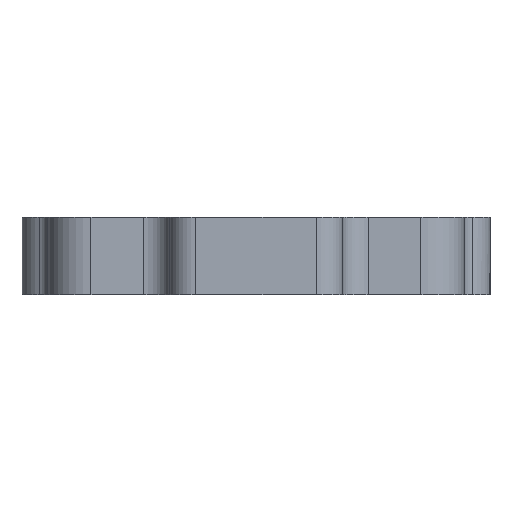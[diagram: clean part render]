
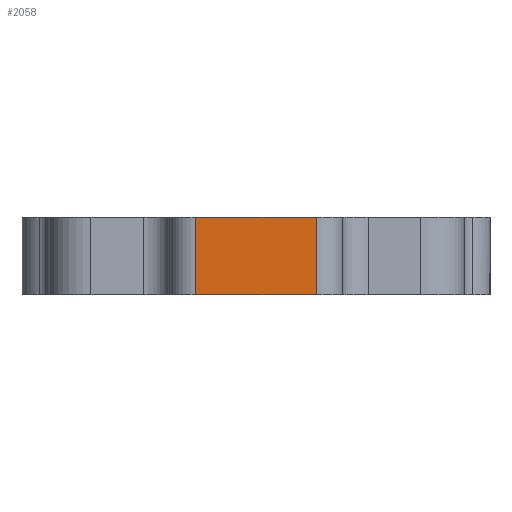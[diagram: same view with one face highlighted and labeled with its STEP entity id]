
A CAD part, front view. The second image highlights one B-rep face of the part: STEP entity #2058.
In plain terms, the highlighted planar face has unit normal (0, -1, 0).
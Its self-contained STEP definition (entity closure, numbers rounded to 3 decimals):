
#20=PLANE('',#2196);
#75=FACE_OUTER_BOUND('',#186,.T.);
#186=EDGE_LOOP('',(#1367,#1368,#1369,#1370));
#303=LINE('',#3106,#504);
#304=LINE('',#3109,#505);
#305=LINE('',#3111,#506);
#306=LINE('',#3112,#507);
#504=VECTOR('',#2441,10.);
#505=VECTOR('',#2444,10.);
#506=VECTOR('',#2445,10.);
#507=VECTOR('',#2446,10.);
#826=VERTEX_POINT('',#3102);
#827=VERTEX_POINT('',#3104);
#828=VERTEX_POINT('',#3108);
#829=VERTEX_POINT('',#3110);
#1043=EDGE_CURVE('',#827,#826,#303,.T.);
#1044=EDGE_CURVE('',#828,#827,#304,.T.);
#1045=EDGE_CURVE('',#829,#828,#305,.T.);
#1046=EDGE_CURVE('',#829,#826,#306,.T.);
#1367=ORIENTED_EDGE('',*,*,#1043,.F.);
#1368=ORIENTED_EDGE('',*,*,#1044,.F.);
#1369=ORIENTED_EDGE('',*,*,#1045,.F.);
#1370=ORIENTED_EDGE('',*,*,#1046,.T.);
#2058=ADVANCED_FACE('',(#75),#20,.T.);
#2196=AXIS2_PLACEMENT_3D('',#3107,#2442,#2443);
#2441=DIRECTION('',(0.,0.,-1.));
#2442=DIRECTION('center_axis',(0.,-1.,0.));
#2443=DIRECTION('ref_axis',(-1.,0.,0.));
#2444=DIRECTION('',(1.,0.,0.));
#2445=DIRECTION('',(0.,0.,1.));
#2446=DIRECTION('',(1.,0.,0.));
#3102=CARTESIAN_POINT('',(7.,-41.8,-2.5));
#3104=CARTESIAN_POINT('',(7.,-41.8,6.5));
#3106=CARTESIAN_POINT('',(7.,-41.8,6.5));
#3107=CARTESIAN_POINT('Origin',(10.,-41.8,6.5));
#3108=CARTESIAN_POINT('',(-7.,-41.8,6.5));
#3109=CARTESIAN_POINT('',(-10.,-41.8,6.5));
#3110=CARTESIAN_POINT('',(-7.,-41.8,-2.5));
#3111=CARTESIAN_POINT('',(-7.,-41.8,6.5));
#3112=CARTESIAN_POINT('',(4.968,-41.8,-2.5));
